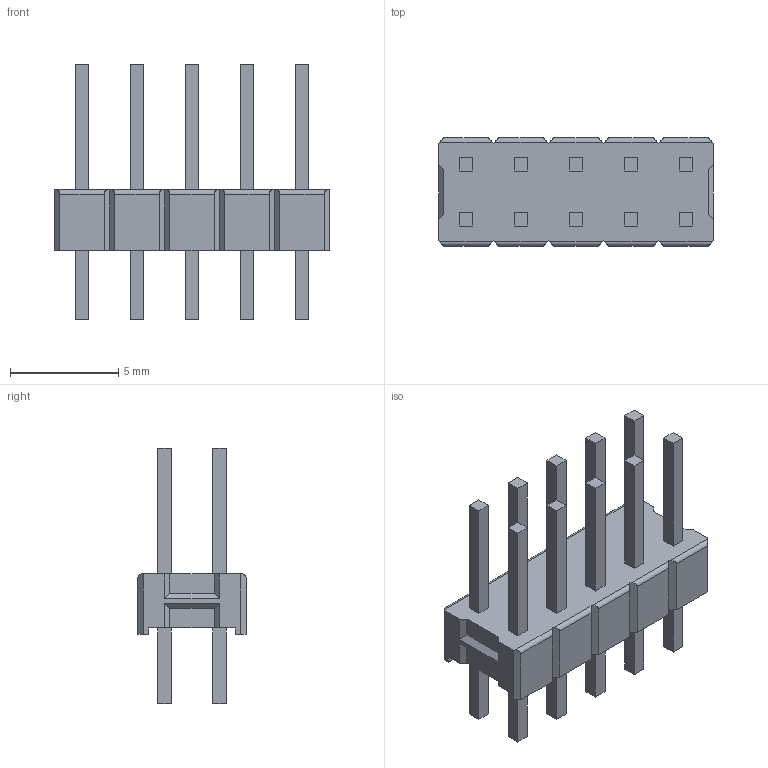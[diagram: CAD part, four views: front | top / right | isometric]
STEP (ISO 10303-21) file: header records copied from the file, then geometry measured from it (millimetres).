
FILE_DESCRIPTION(('STEP AP203'),'1');
FILE_NAME('826656-5.stp','2016-03-12T18:15:07',('TraceParts'),('TraceParts S.A.'),'Spatial InterOp 3D',' ',' ');
FILE_SCHEMA(('CONFIG_CONTROL_DESIGN'));
Length unit declared in the file: millimetre
Products named in the file (1): 1
Bounding box: 12.7 x 5 x 11.8 mm (x, y, z)
Volume: 195.2 mm3; surface area: 465 mm2
Topology: 1 solids, 1 shells, 164 faces, 426 edges, 284 vertices
Faces by surface type: plane 154, cylinder 10
Entity records: 5034 total; most frequent: CARTESIAN_POINT 995, ORIENTED_EDGE 852, DIRECTION 736, EDGE_CURVE 426, LINE 406, VECTOR 406, VERTEX_POINT 284, EDGE_LOOP 184
